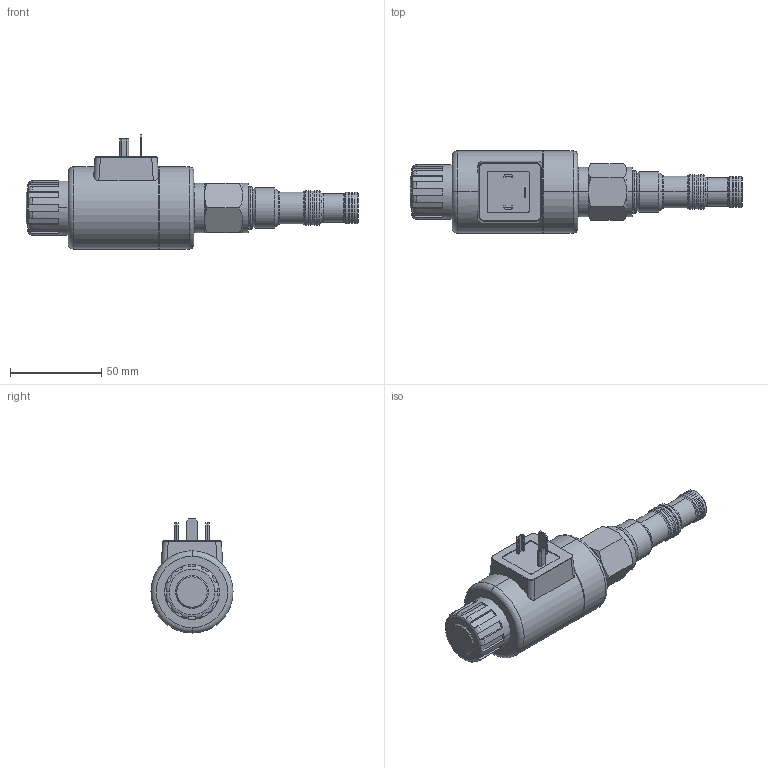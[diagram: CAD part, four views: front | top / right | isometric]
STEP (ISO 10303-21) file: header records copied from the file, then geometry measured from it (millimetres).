
FILE_DESCRIPTION (( 'STEP AP214' ), '1' );
FILE_NAME ('519.022-G24_3-Wege-Stromr_Kunde.STEP', '2017-03-27T06:12:51', ( 'User' ), ( '' ), 'SwSTEP 2.0', 'SolidWorks 2016', '' );
FILE_SCHEMA (( 'AUTOMOTIVE_DESIGN' ));
Length unit declared in the file: millimetre
Products named in the file (1): 519.022-G24_3-Wege-Stromr_Kunde
Bounding box: 181.8 x 45 x 62.5 mm (x, y, z)
Volume: 197391.5 mm3; surface area: 44832.3 mm2
Topology: 12 solids, 12 shells, 357 faces, 807 edges, 487 vertices
Faces by surface type: plane 133, cone 84, cylinder 82, torus 54, bspline 4
Entity records: 10845 total; most frequent: CARTESIAN_POINT 2315, DIRECTION 1785, ORIENTED_EDGE 1610, EDGE_CURVE 805, AXIS2_PLACEMENT_3D 720, VERTEX_POINT 487, EDGE_LOOP 376, CIRCLE 366
